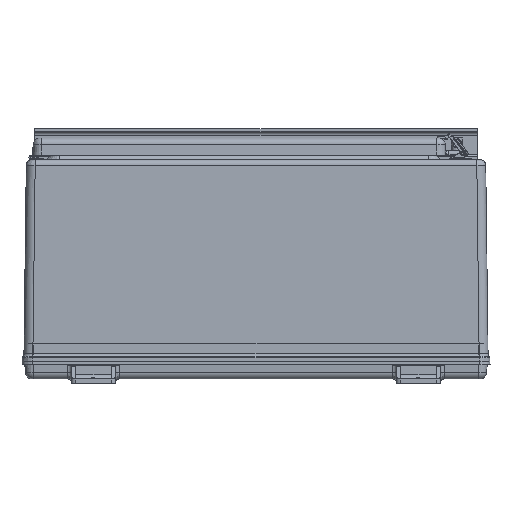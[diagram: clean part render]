
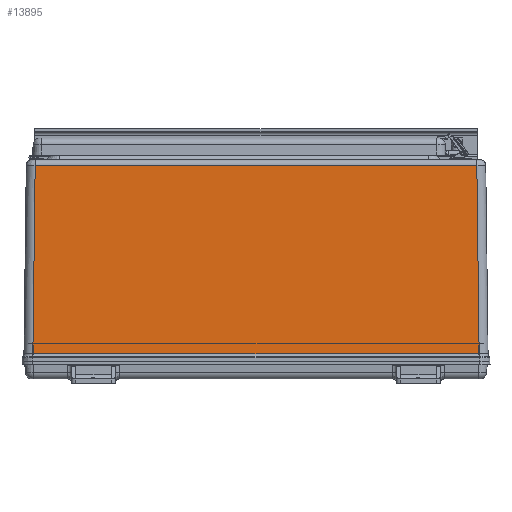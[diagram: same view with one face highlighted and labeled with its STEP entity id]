
A CAD part, front view. The second image highlights one B-rep face of the part: STEP entity #13895.
In plain terms, the highlighted planar face has unit normal (0, -1, 0.012).
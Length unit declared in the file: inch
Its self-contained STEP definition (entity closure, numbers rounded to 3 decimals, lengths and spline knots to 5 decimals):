
#633 = CARTESIAN_POINT ( 'NONE',  ( -13.0308, -15.52435, -0.02432 ) ) ;
#2427 = VECTOR ( 'NONE', #39717, 39.37008 ) ;
#4271 = CARTESIAN_POINT ( 'NONE',  ( 12.40107, -15.39428, 10.56397 ) ) ;
#4586 = DIRECTION ( 'NONE',  ( 0., -0.012, -1. ) ) ;
#6956 = VECTOR ( 'NONE', #51995, 39.37008 ) ;
#7051 = ORIENTED_EDGE ( 'NONE', *, *, #62068, .F. ) ;
#8531 = EDGE_CURVE ( 'NONE', #29996, #19789, #53298, .T. ) ;
#8884 = ORIENTED_EDGE ( 'NONE', *, *, #53798, .F. ) ;
#9763 = ORIENTED_EDGE ( 'NONE', *, *, #46292, .T. ) ;
#10278 = CARTESIAN_POINT ( 'NONE',  ( -13.0308, -15.52405, 0. ) ) ;
#10682 = ORIENTED_EDGE ( 'NONE', *, *, #8531, .T. ) ;
#11351 = DIRECTION ( 'NONE',  ( 1., 0., 0. ) ) ;
#13347 = EDGE_CURVE ( 'NONE', #17803, #14877, #60255, .T. ) ;
#13664 = LINE ( 'NONE', #30524, #32397 ) ;
#13895 = ADVANCED_FACE ( 'NONE', ( #41392 ), #26192, .T. ) ;
#13901 = CARTESIAN_POINT ( 'NONE',  ( -12.53082, -15.52405, 0. ) ) ;
#14456 = CARTESIAN_POINT ( 'NONE',  ( -12.53081, -15.5242, -0.01216 ) ) ;
#14877 = VERTEX_POINT ( 'NONE', #13901 ) ;
#15047 = VECTOR ( 'NONE', #11351, 39.37008 ) ;
#15774 = VERTEX_POINT ( 'NONE', #16077 ) ;
#15957 = DIRECTION ( 'NONE',  ( 0., -1., 0.012 ) ) ;
#16077 = CARTESIAN_POINT ( 'NONE',  ( 12.53082, -15.52405, 0. ) ) ;
#17803 = VERTEX_POINT ( 'NONE', #42049 ) ;
#19789 = VERTEX_POINT ( 'NONE', #27966 ) ;
#20869 = EDGE_LOOP ( 'NONE', ( #66400, #8884, #10682, #7051, #29553, #9763 ) ) ;
#22452 = LINE ( 'NONE', #62433, #6956 ) ;
#24255 = EDGE_CURVE ( 'NONE', #53315, #15774, #22452, .T. ) ;
#26192 = PLANE ( 'NONE',  #26525 ) ;
#26525 = AXIS2_PLACEMENT_3D ( 'NONE', #10278, #15957, #4586 ) ;
#27966 = CARTESIAN_POINT ( 'NONE',  ( 12.53081, -15.52435, -0.02432 ) ) ;
#29223 = DIRECTION ( 'NONE',  ( 0., -0.012, -1. ) ) ;
#29553 = ORIENTED_EDGE ( 'NONE', *, *, #24255, .F. ) ;
#29996 = VERTEX_POINT ( 'NONE', #60653 ) ;
#30524 = CARTESIAN_POINT ( 'NONE',  ( -13.0308, -15.39428, 10.56397 ) ) ;
#30754 = DIRECTION ( 'NONE',  ( -1., 0., 0. ) ) ;
#32397 = VECTOR ( 'NONE', #30754, 39.37008 ) ;
#36335 = DIRECTION ( 'NONE',  ( -0.012, -0.012, -1. ) ) ;
#39717 = DIRECTION ( 'NONE',  ( 0., 0.012, 1. ) ) ;
#40134 = CARTESIAN_POINT ( 'NONE',  ( 12.53081, -15.5242, -0.01216 ) ) ;
#41392 = FACE_OUTER_BOUND ( 'NONE', #20869, .T. ) ;
#42049 = CARTESIAN_POINT ( 'NONE',  ( -12.40107, -15.39428, 10.56397 ) ) ;
#46292 = EDGE_CURVE ( 'NONE', #53315, #17803, #13664, .T. ) ;
#51995 = DIRECTION ( 'NONE',  ( 0.012, -0.012, -1. ) ) ;
#52274 = LINE ( 'NONE', #40134, #63657 ) ;
#53298 = LINE ( 'NONE', #633, #15047 ) ;
#53315 = VERTEX_POINT ( 'NONE', #4271 ) ;
#53798 = EDGE_CURVE ( 'NONE', #29996, #14877, #59475, .T. ) ;
#55393 = VECTOR ( 'NONE', #36335, 39.37008 ) ;
#59475 = LINE ( 'NONE', #14456, #2427 ) ;
#60255 = LINE ( 'NONE', #62227, #55393 ) ;
#60653 = CARTESIAN_POINT ( 'NONE',  ( -12.53081, -15.52435, -0.02432 ) ) ;
#62068 = EDGE_CURVE ( 'NONE', #15774, #19789, #52274, .T. ) ;
#62227 = CARTESIAN_POINT ( 'NONE',  ( -12.40107, -15.39428, 10.56397 ) ) ;
#62433 = CARTESIAN_POINT ( 'NONE',  ( 12.52895, -15.52216, 0.15389 ) ) ;
#63657 = VECTOR ( 'NONE', #29223, 39.37008 ) ;
#66400 = ORIENTED_EDGE ( 'NONE', *, *, #13347, .T. ) ;
